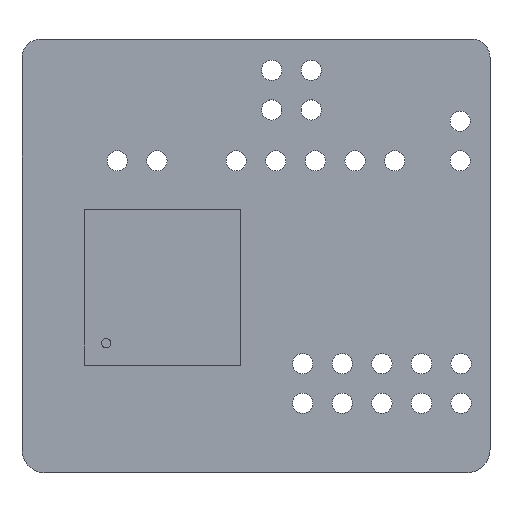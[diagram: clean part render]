
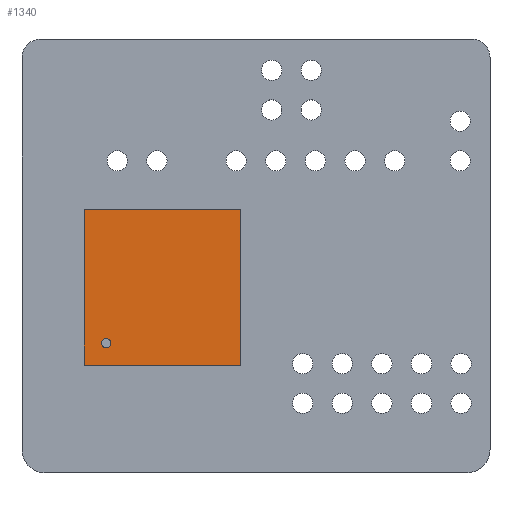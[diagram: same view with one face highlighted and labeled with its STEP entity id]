
A CAD part, top view. The second image highlights one B-rep face of the part: STEP entity #1340.
In plain terms, the highlighted face is planar.
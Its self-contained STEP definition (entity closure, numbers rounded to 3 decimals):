
#157 = VERTEX_POINT('',#158);
#158 = CARTESIAN_POINT('',(-1.8,0.9,-1.65));
#164 = EDGE_CURVE('',#165,#157,#167,.T.);
#165 = VERTEX_POINT('',#166);
#166 = CARTESIAN_POINT('',(-1.8,0.9,-1.95));
#167 = CIRCLE('',#168,0.15);
#168 = AXIS2_PLACEMENT_3D('',#169,#170,#171);
#169 = CARTESIAN_POINT('',(-1.8,0.9,-1.8));
#170 = DIRECTION('',(0.,1.,0.));
#171 = DIRECTION('',(0.,-0.,1.));
#279 = VERTEX_POINT('',#280);
#280 = CARTESIAN_POINT('',(-2.5,0.9,2.5));
#286 = EDGE_CURVE('',#287,#279,#289,.T.);
#287 = VERTEX_POINT('',#288);
#288 = CARTESIAN_POINT('',(-2.5,0.9,-2.5));
#289 = LINE('',#290,#291);
#290 = CARTESIAN_POINT('',(-2.5,0.9,2.5));
#291 = VECTOR('',#292,1.);
#292 = DIRECTION('',(-0.,-0.,1.));
#573 = EDGE_CURVE('',#574,#287,#576,.T.);
#574 = VERTEX_POINT('',#575);
#575 = CARTESIAN_POINT('',(2.5,0.9,-2.5));
#576 = LINE('',#577,#578);
#577 = CARTESIAN_POINT('',(2.5,0.9,-2.5));
#578 = VECTOR('',#579,1.);
#579 = DIRECTION('',(-1.,0.,0.));
#860 = EDGE_CURVE('',#861,#574,#863,.T.);
#861 = VERTEX_POINT('',#862);
#862 = CARTESIAN_POINT('',(2.5,0.9,2.5));
#863 = LINE('',#864,#865);
#864 = CARTESIAN_POINT('',(2.5,0.9,2.5));
#865 = VECTOR('',#866,1.);
#866 = DIRECTION('',(0.,0.,-1.));
#1147 = EDGE_CURVE('',#279,#861,#1148,.T.);
#1148 = LINE('',#1149,#1150);
#1149 = CARTESIAN_POINT('',(2.5,0.9,2.5));
#1150 = VECTOR('',#1151,1.);
#1151 = DIRECTION('',(1.,-0.,0.));
#1340 = ADVANCED_FACE('',(#1341,#1351),#1357,.T.);
#1341 = FACE_BOUND('',#1342,.T.);
#1342 = EDGE_LOOP('',(#1343,#1350));
#1343 = ORIENTED_EDGE('',*,*,#1344,.F.);
#1344 = EDGE_CURVE('',#157,#165,#1345,.T.);
#1345 = CIRCLE('',#1346,0.15);
#1346 = AXIS2_PLACEMENT_3D('',#1347,#1348,#1349);
#1347 = CARTESIAN_POINT('',(-1.8,0.9,-1.8));
#1348 = DIRECTION('',(0.,1.,0.));
#1349 = DIRECTION('',(0.,-0.,1.));
#1350 = ORIENTED_EDGE('',*,*,#164,.F.);
#1351 = FACE_BOUND('',#1352,.T.);
#1352 = EDGE_LOOP('',(#1353,#1354,#1355,#1356));
#1353 = ORIENTED_EDGE('',*,*,#286,.T.);
#1354 = ORIENTED_EDGE('',*,*,#1147,.T.);
#1355 = ORIENTED_EDGE('',*,*,#860,.T.);
#1356 = ORIENTED_EDGE('',*,*,#573,.T.);
#1357 = PLANE('',#1358);
#1358 = AXIS2_PLACEMENT_3D('',#1359,#1360,#1361);
#1359 = CARTESIAN_POINT('',(0.,0.9,0.));
#1360 = DIRECTION('',(0.,1.,0.));
#1361 = DIRECTION('',(0.,-0.,1.));
